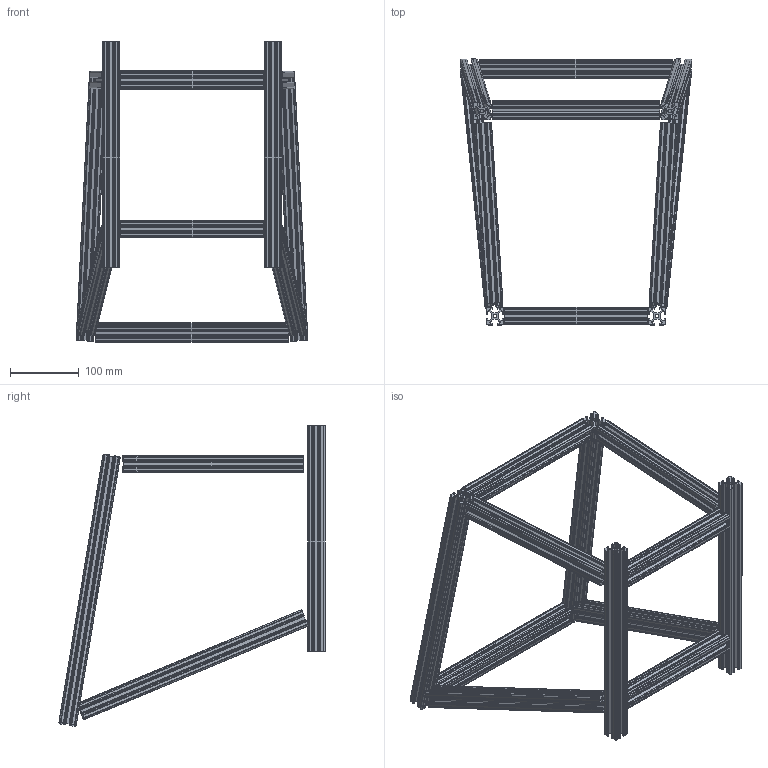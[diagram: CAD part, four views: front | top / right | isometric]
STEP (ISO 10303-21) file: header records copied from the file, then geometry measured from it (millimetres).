
FILE_DESCRIPTION (( 'STEP AP214' ), '1' );
FILE_NAME ('driverless module extrusions.STEP', '2026-02-01T23:31:23', ( '' ), ( '' ), 'SwSTEP 2.0', 'SolidWorks 2025', '' );
FILE_SCHEMA (( 'AUTOMOTIVE_DESIGN' ));
Length unit declared in the file: inch
Products named in the file (9): module extrusion 1_47065T411; module extrusion 3_47065T411; driverless module extrusions; module extrusion 6_47065T411; module extrusion 4_47065T411; module extrusion 8_47065T411; module extrusion 5_47065T411; module extrusion 7_47065T411; module extrusion 2_47065T411
Assembly tree (12 placements, depth 2):
  driverless module extrusions
    module extrusion 1_47065T411
    module extrusion 2_47065T411
    module extrusion 3_47065T411  x2
    module extrusion 4_47065T411  x2
    module extrusion 5_47065T411  x2
    module extrusion 6_47065T411  x2
    module extrusion 7_47065T411
    module extrusion 8_47065T411
Bounding box: 335.74 x 385.88 x 435.77 mm (x, y, z)
Volume: 1014219.2 mm3; surface area: 806842.6 mm2
Topology: 12 solids, 12 shells, 1200 faces, 3528 edges, 2352 vertices
Faces by surface type: cylinder 648, plane 552
Entity records: 27284 total; most frequent: DIRECTION 4846, CARTESIAN_POINT 4735, ORIENTED_EDGE 4704, EDGE_CURVE 2352, AXIS2_PLACEMENT_3D 1679, VERTEX_POINT 1568, LINE 1488, VECTOR 1488
